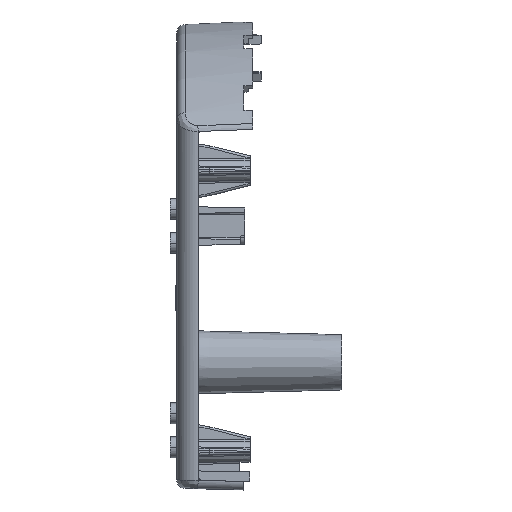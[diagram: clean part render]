
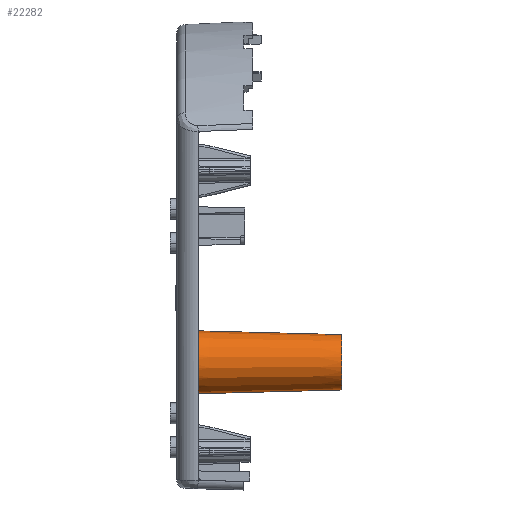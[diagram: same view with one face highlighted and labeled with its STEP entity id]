
A CAD part, left-side view. The second image highlights one B-rep face of the part: STEP entity #22282.
In plain terms, the highlighted conical face has half-angle 1.5 degrees and reference radius 6.975 mm.
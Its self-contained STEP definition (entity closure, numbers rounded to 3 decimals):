
#2303=CARTESIAN_POINT('',(0.,41.513,-25.));
#2304=DIRECTION('',(0.,-1.,0.));
#2305=DIRECTION('',(0.,0.,1.));
#2306=AXIS2_PLACEMENT_3D('',#2303,#2304,#2305);
#2311=DIRECTION('',(0.,-1.,-0.026));
#2312=VECTOR('',#2311,36.326);
#2313=CARTESIAN_POINT('',(0.,41.513,
-17.549));
#2314=LINE('',#2313,#2312);
#2326=DIRECTION('',(0.,-1.,0.026));
#2327=VECTOR('',#2326,36.326);
#2328=CARTESIAN_POINT('',(0.,41.513,
-32.451));
#2329=LINE('',#2328,#2327);
#2333=CARTESIAN_POINT('',(0.,5.2,-25.));
#2334=DIRECTION('',(0.,-1.,0.));
#2335=DIRECTION('',(0.,0.,1.));
#2336=AXIS2_PLACEMENT_3D('',#2333,#2334,#2335);
#19389=CARTESIAN_POINT('',(0.,41.513,-32.451));
#19390=CARTESIAN_POINT('',(0.,41.513,-17.549));
#19391=VERTEX_POINT('',#19389);
#19392=VERTEX_POINT('',#19390);
#19413=CARTESIAN_POINT('',(0.,5.2,-31.5));
#19414=CARTESIAN_POINT('',(0.,5.2,-18.5));
#19415=VERTEX_POINT('',#19413);
#19416=VERTEX_POINT('',#19414);
#22268=CARTESIAN_POINT('',(0.,23.357,-25.));
#22269=DIRECTION('',(0.,1.,0.));
#22270=DIRECTION('',(0.,0.,-1.));
#22271=AXIS2_PLACEMENT_3D('',#22268,#22269,#22270);
#22272=CONICAL_SURFACE('',#22271,6.975,1.5);
#22273=ORIENTED_EDGE('',*,*,#22262,.F.);
#22275=ORIENTED_EDGE('',*,*,#22274,.T.);
#22277=ORIENTED_EDGE('',*,*,#22276,.T.);
#22279=ORIENTED_EDGE('',*,*,#22278,.F.);
#22280=EDGE_LOOP('',(#22273,#22275,#22277,#22279));
#22281=FACE_OUTER_BOUND('',#22280,.F.);
#22282=ADVANCED_FACE('',(#22281),#22272,.T.);
#2307=CIRCLE('',#2306,7.451);
#2337=CIRCLE('',#2336,6.5);
#22262=EDGE_CURVE('',#19392,#19391,#2307,.T.);
#22274=EDGE_CURVE('',#19392,#19416,#2314,.T.);
#22276=EDGE_CURVE('',#19416,#19415,#2337,.T.);
#22278=EDGE_CURVE('',#19391,#19415,#2329,.T.);
